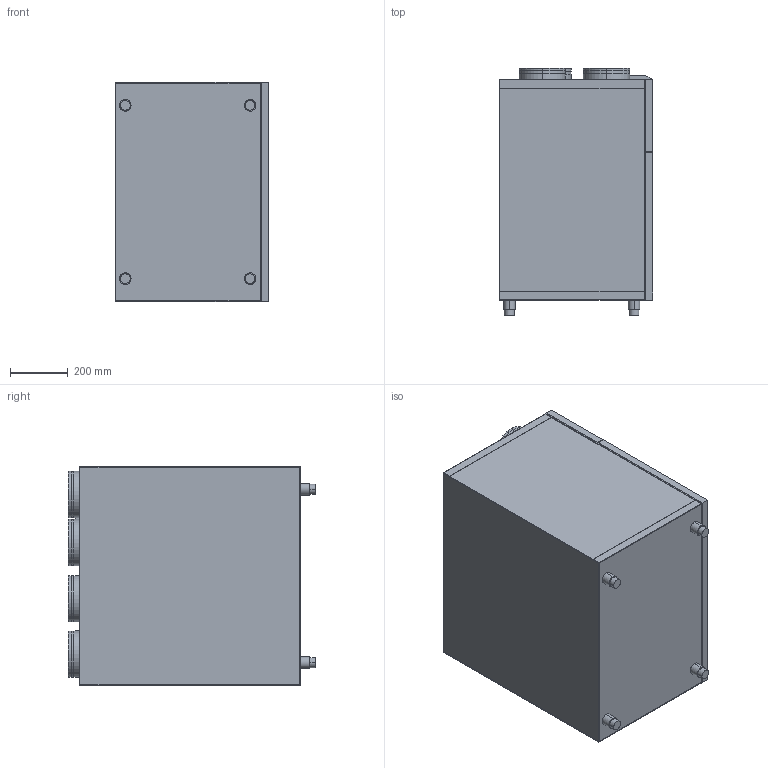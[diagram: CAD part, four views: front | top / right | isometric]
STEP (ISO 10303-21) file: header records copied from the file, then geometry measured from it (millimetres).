
FILE_DESCRIPTION (( 'STEP AP214' ), '1' );
FILE_NAME ('WS-250.STEP', '2009-06-28T22:09:09', ( 'Wolfgang Schmidt' ), ( 'WS-KO' ), 'SwSTEP 2.0', 'SolidWorks 2008', '' );
FILE_SCHEMA (( 'AUTOMOTIVE_DESIGN' ));
Length unit declared in the file: millimetre
Products named in the file (1): WS-250
Bounding box: 531 x 854 x 759 mm (x, y, z)
Volume: 20580716.7 mm3; surface area: 6685992.2 mm2
Topology: 6 solids, 6 shells, 151 faces, 342 edges, 216 vertices
Faces by surface type: plane 91, cylinder 60
Entity records: 4792 total; most frequent: DIRECTION 766, CARTESIAN_POINT 710, ORIENTED_EDGE 684, EDGE_CURVE 342, AXIS2_PLACEMENT_3D 272, LINE 222, VECTOR 222, VERTEX_POINT 216
